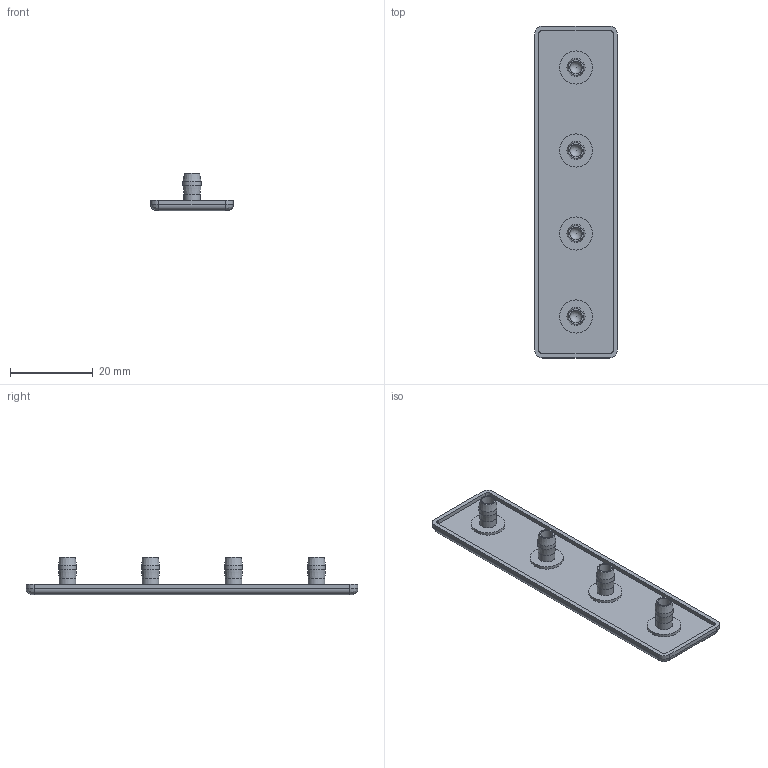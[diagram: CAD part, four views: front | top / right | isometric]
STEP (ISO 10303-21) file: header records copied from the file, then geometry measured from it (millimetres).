
FILE_DESCRIPTION(/* description */ ('Abdeckkappe 20x80 mini'),/* implementation_level */ '2;1');
FILE_NAME(/* name */ 'SZ0066S-A.stp',/* time_stamp */ '2015-11-24T16:25:05+01:00',/* author */ ('Marina Kaa'),/* organization */ (''),/* preprocessor_version */ 'ST-DEVELOPER v15.6',/* originating_system */ 'Autodesk Inventor 2015',/* authorisation */ '');
FILE_SCHEMA (('AUTOMOTIVE_DESIGN { 1 0 10303 214 3 1 1 }'));
Length unit declared in the file: millimetre
Products named in the file (1): SZ0066S-A
Bounding box: 20 x 80 x 9 mm (x, y, z)
Volume: 2827 mm3; surface area: 4380.1 mm2
Topology: 1 solids, 1 shells, 63 faces, 136 edges, 84 vertices
Faces by surface type: cylinder 28, plane 19, cone 8, sphere 4, bspline 4
Full cylindrical faces by diameter (mm): 3 x4, 4 x4, 4.35 x4, 8 x4
Entity records: 1542 total; most frequent: DIRECTION 284, CARTESIAN_POINT 272, ORIENTED_EDGE 200, AXIS2_PLACEMENT_3D 124, EDGE_LOOP 100, EDGE_CURVE 100, VERTEX_POINT 76, CIRCLE 64
